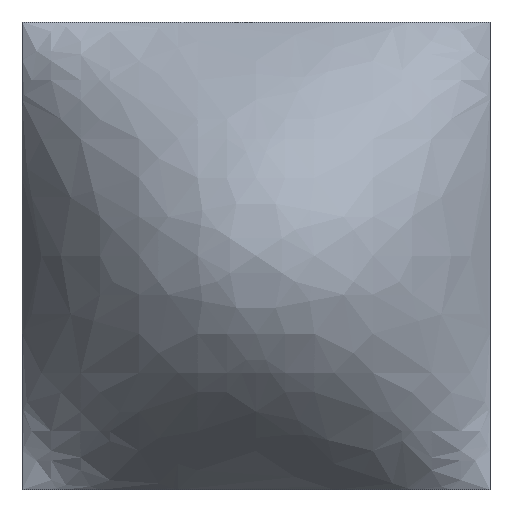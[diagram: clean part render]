
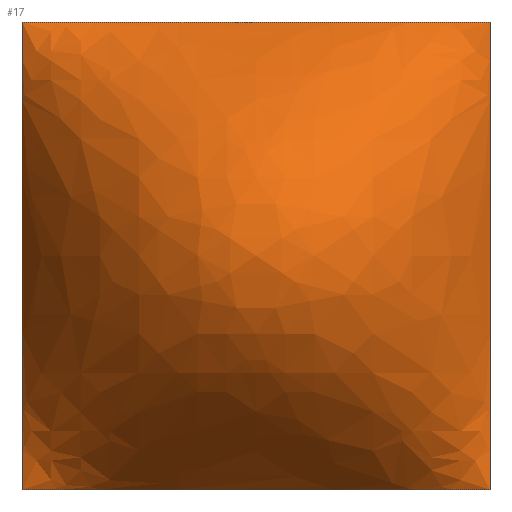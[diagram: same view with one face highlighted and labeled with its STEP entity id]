
A CAD part, top view. The second image highlights one B-rep face of the part: STEP entity #17.
In plain terms, the highlighted free-form (B-spline) face has degree [4, 2] with [5, 3] control points.
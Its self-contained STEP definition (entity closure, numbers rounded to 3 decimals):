
#17 = ADVANCED_FACE('',(#18),#32,.T.);
#18 = FACE_BOUND('',#19,.T.);
#19 = EDGE_LOOP('',(#20,#54,#72,#88));
#20 = ORIENTED_EDGE('',*,*,#21,.F.);
#21 = EDGE_CURVE('',#22,#24,#26,.T.);
#22 = VERTEX_POINT('',#23);
#23 = CARTESIAN_POINT('',(0.,0.,0.));
#24 = VERTEX_POINT('',#25);
#25 = CARTESIAN_POINT('',(0.,1.,0.));
#26 = SURFACE_CURVE('',#27,(#31),.PCURVE_S1.);
#27 = B_SPLINE_CURVE_WITH_KNOTS('',2,(#28,#29,#30),.UNSPECIFIED.,.F.,.F.
  ,(3,3),(0.,1.),.PIECEWISE_BEZIER_KNOTS.);
#28 = CARTESIAN_POINT('',(0.,0.,0.));
#29 = CARTESIAN_POINT('',(0.,0.5,0.));
#30 = CARTESIAN_POINT('',(0.,1.,0.));
#31 = PCURVE('',#32,#48);
#32 = B_SPLINE_SURFACE_WITH_KNOTS('',4,2,(
    (#33,#34,#35)
    ,(#36,#37,#38)
    ,(#39,#40,#41)
    ,(#42,#43,#44)
    ,(#45,#46,#47
    )),.UNSPECIFIED.,.F.,.F.,.F.,(5,5),(3,3),(0.,1.),(0.,1.),
  .PIECEWISE_BEZIER_KNOTS.);
#33 = CARTESIAN_POINT('',(0.,0.,0.));
#34 = CARTESIAN_POINT('',(0.,0.5,0.));
#35 = CARTESIAN_POINT('',(0.,1.,0.));
#36 = CARTESIAN_POINT('',(0.25,0.,0.));
#37 = CARTESIAN_POINT('',(0.25,0.5,1.));
#38 = CARTESIAN_POINT('',(0.25,1.,0.));
#39 = CARTESIAN_POINT('',(0.5,0.,0.));
#40 = CARTESIAN_POINT('',(0.5,0.5,1.));
#41 = CARTESIAN_POINT('',(0.5,1.,0.));
#42 = CARTESIAN_POINT('',(0.75,0.,0.));
#43 = CARTESIAN_POINT('',(0.75,0.5,1.));
#44 = CARTESIAN_POINT('',(0.75,1.,0.));
#45 = CARTESIAN_POINT('',(1.,0.,0.));
#46 = CARTESIAN_POINT('',(1.,0.5,0.));
#47 = CARTESIAN_POINT('',(1.,1.,0.));
#48 = DEFINITIONAL_REPRESENTATION('',(#49),#53);
#49 = LINE('',#50,#51);
#50 = CARTESIAN_POINT('',(0.,0.));
#51 = VECTOR('',#52,1.);
#52 = DIRECTION('',(0.,1.));
#53 = ( GEOMETRIC_REPRESENTATION_CONTEXT(2) 
PARAMETRIC_REPRESENTATION_CONTEXT() REPRESENTATION_CONTEXT('2D SPACE',''
  ) );
#54 = ORIENTED_EDGE('',*,*,#55,.T.);
#55 = EDGE_CURVE('',#22,#56,#58,.T.);
#56 = VERTEX_POINT('',#57);
#57 = CARTESIAN_POINT('',(1.,0.,0.));
#58 = SURFACE_CURVE('',#59,(#65),.PCURVE_S1.);
#59 = B_SPLINE_CURVE_WITH_KNOTS('',4,(#60,#61,#62,#63,#64),
  .UNSPECIFIED.,.F.,.F.,(5,5),(0.,1.),.PIECEWISE_BEZIER_KNOTS.);
#60 = CARTESIAN_POINT('',(0.,0.,0.));
#61 = CARTESIAN_POINT('',(0.25,0.,0.));
#62 = CARTESIAN_POINT('',(0.5,0.,0.));
#63 = CARTESIAN_POINT('',(0.75,0.,0.));
#64 = CARTESIAN_POINT('',(1.,0.,0.));
#65 = PCURVE('',#32,#66);
#66 = DEFINITIONAL_REPRESENTATION('',(#67),#71);
#67 = LINE('',#68,#69);
#68 = CARTESIAN_POINT('',(0.,0.));
#69 = VECTOR('',#70,1.);
#70 = DIRECTION('',(1.,0.));
#71 = ( GEOMETRIC_REPRESENTATION_CONTEXT(2) 
PARAMETRIC_REPRESENTATION_CONTEXT() REPRESENTATION_CONTEXT('2D SPACE',''
  ) );
#72 = ORIENTED_EDGE('',*,*,#73,.T.);
#73 = EDGE_CURVE('',#56,#74,#76,.T.);
#74 = VERTEX_POINT('',#75);
#75 = CARTESIAN_POINT('',(1.,1.,0.));
#76 = SURFACE_CURVE('',#77,(#81),.PCURVE_S1.);
#77 = B_SPLINE_CURVE_WITH_KNOTS('',2,(#78,#79,#80),.UNSPECIFIED.,.F.,.F.
  ,(3,3),(0.,1.),.PIECEWISE_BEZIER_KNOTS.);
#78 = CARTESIAN_POINT('',(1.,0.,0.));
#79 = CARTESIAN_POINT('',(1.,0.5,0.));
#80 = CARTESIAN_POINT('',(1.,1.,0.));
#81 = PCURVE('',#32,#82);
#82 = DEFINITIONAL_REPRESENTATION('',(#83),#87);
#83 = LINE('',#84,#85);
#84 = CARTESIAN_POINT('',(1.,0.));
#85 = VECTOR('',#86,1.);
#86 = DIRECTION('',(0.,1.));
#87 = ( GEOMETRIC_REPRESENTATION_CONTEXT(2) 
PARAMETRIC_REPRESENTATION_CONTEXT() REPRESENTATION_CONTEXT('2D SPACE',''
  ) );
#88 = ORIENTED_EDGE('',*,*,#89,.F.);
#89 = EDGE_CURVE('',#24,#74,#90,.T.);
#90 = SURFACE_CURVE('',#91,(#97),.PCURVE_S1.);
#91 = B_SPLINE_CURVE_WITH_KNOTS('',4,(#92,#93,#94,#95,#96),
  .UNSPECIFIED.,.F.,.F.,(5,5),(0.,1.),.PIECEWISE_BEZIER_KNOTS.);
#92 = CARTESIAN_POINT('',(0.,1.,0.));
#93 = CARTESIAN_POINT('',(0.25,1.,0.));
#94 = CARTESIAN_POINT('',(0.5,1.,0.));
#95 = CARTESIAN_POINT('',(0.75,1.,0.));
#96 = CARTESIAN_POINT('',(1.,1.,0.));
#97 = PCURVE('',#32,#98);
#98 = DEFINITIONAL_REPRESENTATION('',(#99),#103);
#99 = LINE('',#100,#101);
#100 = CARTESIAN_POINT('',(0.,1.));
#101 = VECTOR('',#102,1.);
#102 = DIRECTION('',(1.,0.));
#103 = ( GEOMETRIC_REPRESENTATION_CONTEXT(2) 
PARAMETRIC_REPRESENTATION_CONTEXT() REPRESENTATION_CONTEXT('2D SPACE',''
  ) );
